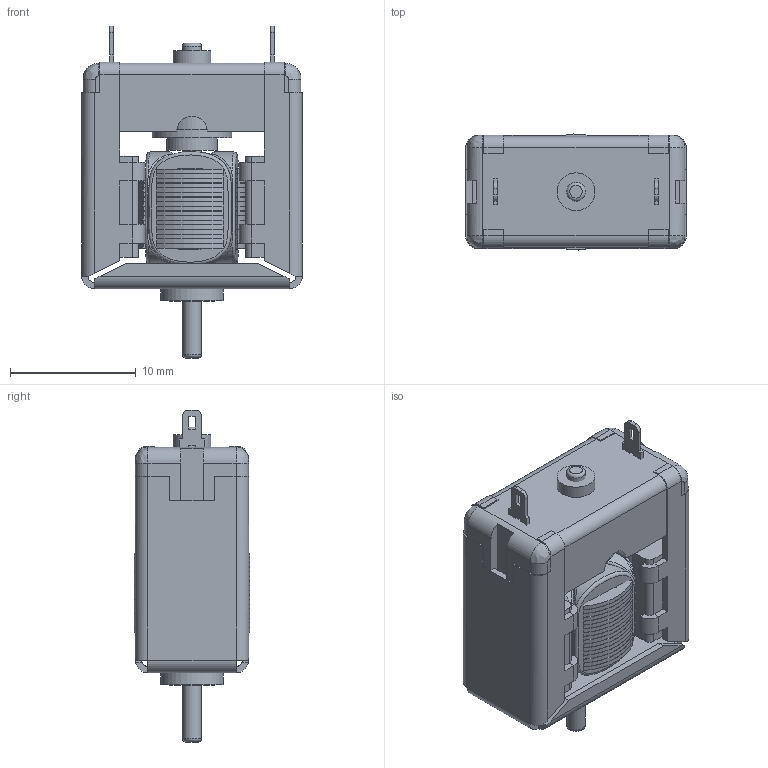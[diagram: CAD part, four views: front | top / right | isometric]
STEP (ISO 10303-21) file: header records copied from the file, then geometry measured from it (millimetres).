
FILE_DESCRIPTION(/* description */ (''),/* implementation_level */ '2;1');
FILE_NAME(/* name */ 'Square Hobby Motor.step',/* time_stamp */ '2022-05-15T01:01:03-04:00',/* author */ (''),/* organization */ (''),/* preprocessor_version */ 'ST-DEVELOPER v18.1',/* originating_system */ 'Autodesk Translation Framework v10.14.0.1471',/* authorisation */ '');
FILE_SCHEMA (('AUTOMOTIVE_DESIGN { 1 0 10303 214 3 1 1 }'));
Length unit declared in the file: millimetre
Products named in the file (7): Hobby Motor; Brush; Laminated core; Coils; Plastic thing; Intermediate component; Terminal
Assembly tree (6 placements, depth 2):
  Hobby Motor
    Brush
    Laminated core
    Coils
    Plastic thing
    Intermediate component
    Terminal
Bounding box: 17.5 x 9.2 x 26.36 mm (x, y, z)
Volume: 1804 mm3; surface area: 5130.6 mm2
Topology: 13 solids, 13 shells, 1064 faces, 2852 edges, 1852 vertices
Faces by surface type: plane 852, cylinder 170, bspline 40, torus 2
Full cylindrical faces by diameter (mm): 1.5 x21, 3 x1, 3.5 x1, 3.973 x1, 5 x1, 6.318 x1
Entity records: 38020 total; most frequent: CARTESIAN_POINT 11213, ORIENTED_EDGE 5704, DIRECTION 5176, EDGE_CURVE 2852, LINE 2346, VECTOR 2346, VERTEX_POINT 1852, AXIS2_PLACEMENT_3D 1415
